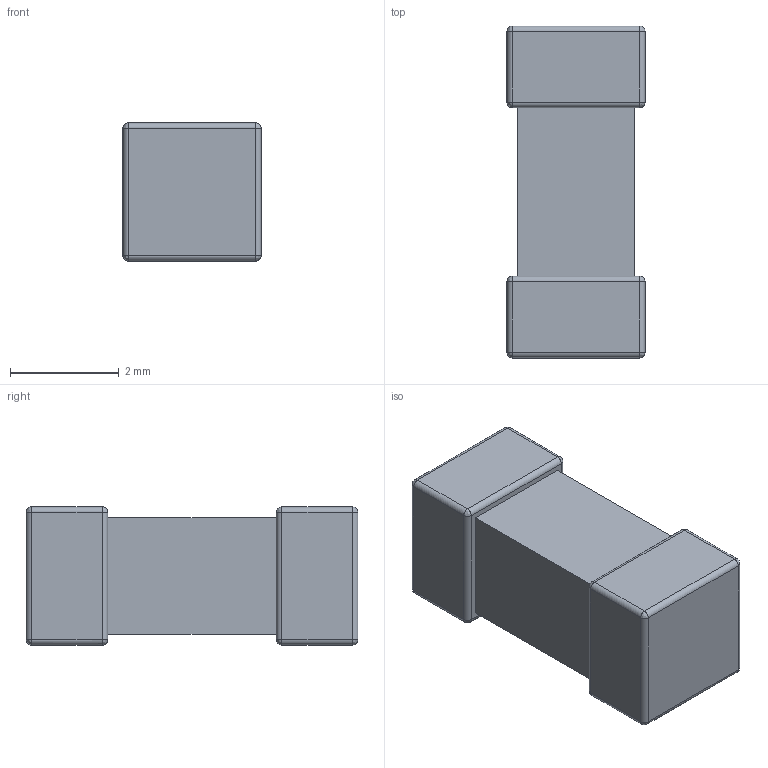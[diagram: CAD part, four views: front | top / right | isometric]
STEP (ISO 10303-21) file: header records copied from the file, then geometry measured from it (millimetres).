
FILE_DESCRIPTION (( 'STEP AP214' ), '1' );
FILE_NAME ('User Library-Fuse-2410.STEP', '2022-06-23T16:03:09', ( '' ), ( '' ), 'SwSTEP 2.0', 'SolidWorks 2021', '' );
FILE_SCHEMA (( 'AUTOMOTIVE_DESIGN' ));
Length unit declared in the file: metre
Products named in the file (1): User Library-Fuse-2410
Bounding box: 2.54 x 6.1 x 2.54 mm (x, y, z)
Volume: 33.4 mm3; surface area: 71.4 mm2
Topology: 1 solids, 1 shells, 56 faces, 140 edges, 72 vertices
Faces by surface type: cylinder 24, plane 16, bspline 16
Entity records: 1790 total; most frequent: CARTESIAN_POINT 493, DIRECTION 270, ORIENTED_EDGE 248, EDGE_CURVE 124, AXIS2_PLACEMENT_3D 105, VERTEX_POINT 72, CIRCLE 64, LINE 60
